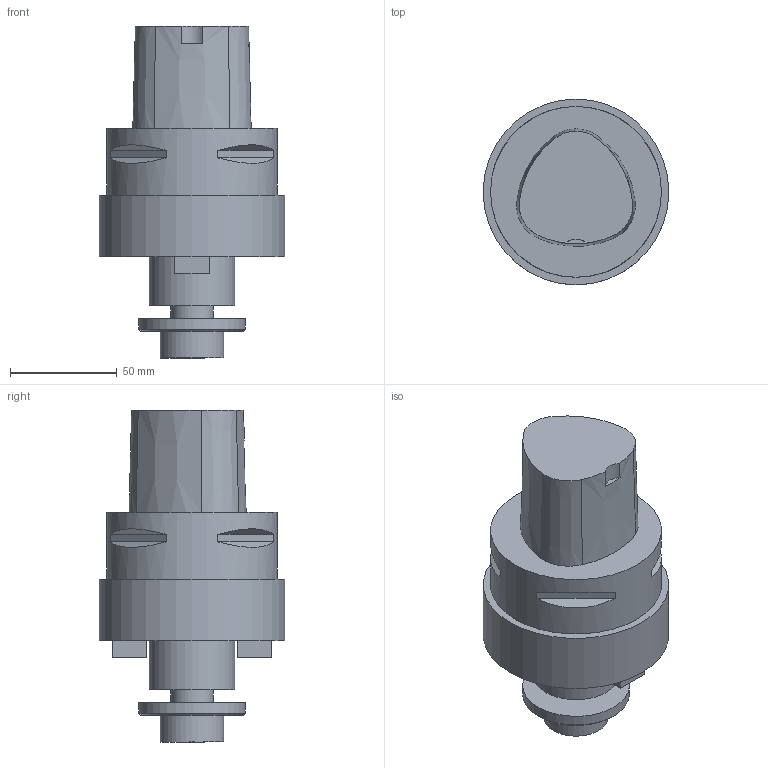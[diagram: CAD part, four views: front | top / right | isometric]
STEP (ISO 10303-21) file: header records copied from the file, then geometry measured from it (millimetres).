
FILE_DESCRIPTION(/* description */ ('3-D model version:1'),/* implementation_level */ '2;1');
FILE_NAME(/* name */ 'C8-391.07C-40060',/* time_stamp */ '2016-12-02T14:14:43',/* author */ ('InteractiveCad'),/* organization */ ('AB Sandvik Coromant'),/* preprocessor_version */ 'ST-DEVELOPER v15',/* originating_system */ 'SIEMENS PLM Software NX 8.5',/* authorization */ '');
FILE_SCHEMA(('AUTOMOTIVE_DESIGN'));
Length unit declared in the file: millimetre
Products named in the file (1): C8_391_07C_40060_SIM
Bounding box: 87 x 87 x 155.5 mm (x, y, z)
Volume: 488423.7 mm3; surface area: 45653.8 mm2
Topology: 1 solids, 1 shells, 45 faces, 93 edges, 62 vertices
Faces by surface type: plane 31, cylinder 7, cone 7
Full cylindrical faces by diameter (mm): 20 x1, 29.835 x1, 40 x1, 50 x1, 80 x1, 87 x1
Entity records: 1258 total; most frequent: DIRECTION 218, CARTESIAN_POINT 201, ORIENTED_EDGE 170, AXIS2_PLACEMENT_3D 86, EDGE_CURVE 85, EDGE_LOOP 64, VERTEX_POINT 61, LINE 46
